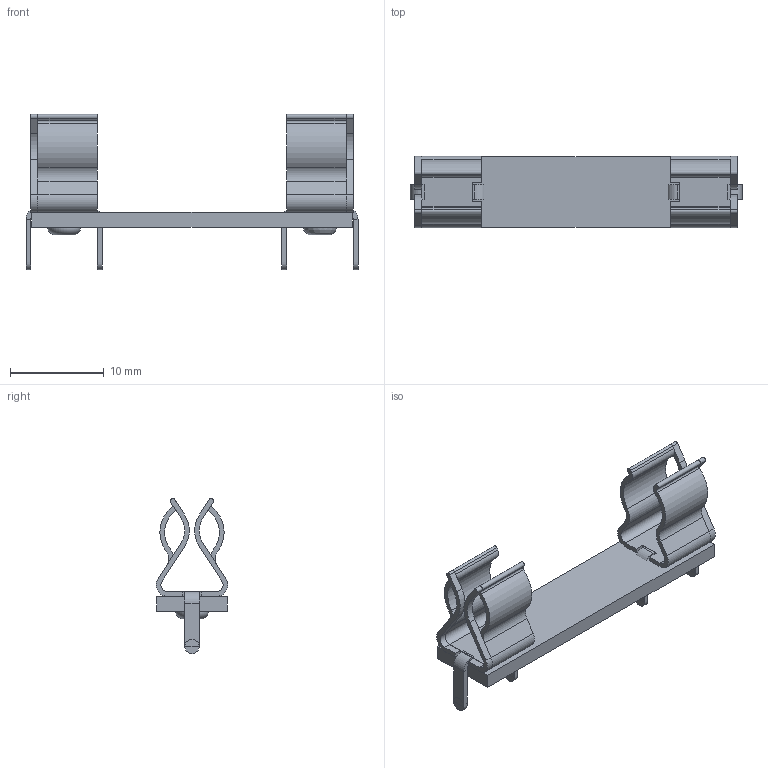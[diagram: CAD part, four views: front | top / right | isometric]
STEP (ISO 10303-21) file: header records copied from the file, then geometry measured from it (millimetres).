
FILE_DESCRIPTION((''),'2;1');
FILE_NAME('FUSH_KEYSTONE_4245.stp','2011-02-21T10:51:26',(''),(''),'Mechanical Desktop 2011','Mechanical Desktop 2011',', , ');
FILE_SCHEMA(('AUTOMOTIVE_DESIGN { 1 2 10303 214 1 1 1 1 }'));
Length unit declared in the file: millimetre
Products named in the file (1): Product
Bounding box: 35.43 x 7.64 x 16.57 mm (x, y, z)
Volume: 646.9 mm3; surface area: 1765.5 mm2
Topology: 21 solids, 21 shells, 214 faces, 516 edges, 344 vertices
Faces by surface type: bspline 102, plane 68, cylinder 42, torus 2
Entity records: 6833 total; most frequent: CARTESIAN_POINT 1939, ORIENTED_EDGE 1032, DIRECTION 906, EDGE_CURVE 516, VECTOR 352, LINE 352, VERTEX_POINT 344, AXIS2_PLACEMENT_3D 277
